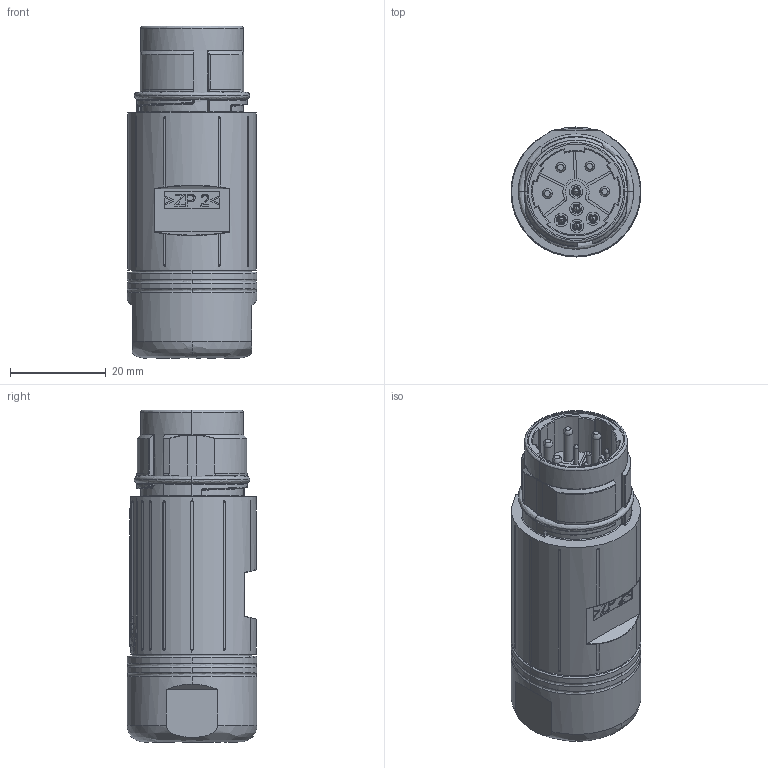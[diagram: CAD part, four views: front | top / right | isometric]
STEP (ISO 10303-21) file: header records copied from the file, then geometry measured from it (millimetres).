
FILE_DESCRIPTION (( 'STEP AP214' ), '1' );
FILE_NAME ('0186-0945_191111_MC01-C!m.STEP', '2019-11-11T09:56:02', ( '' ), ( '' ), 'SwSTEP 2.0', 'SolidWorks 2019', '' );
FILE_SCHEMA (( 'AUTOMOTIVE_DESIGN' ));
Length unit declared in the file: millimetre
Products named in the file (1): 0186-0945_191111_MC01-C!m
Bounding box: 27.2 x 27.2 x 69.5 mm (x, y, z)
Volume: 33608.9 mm3; surface area: 8355.2 mm2
Topology: 2 solids, 2 shells, 776 faces, 1939 edges, 1191 vertices
Faces by surface type: bspline 241, cylinder 236, plane 197, torus 56, cone 30, sphere 16
Entity records: 46988 total; most frequent: CARTESIAN_POINT 29548, ORIENTED_EDGE 3828, DIRECTION 2512, EDGE_CURVE 1914, VERTEX_POINT 1188, AXIS2_PLACEMENT_3D 927, EDGE_LOOP 824, B_SPLINE_CURVE_WITH_KNOTS 821
